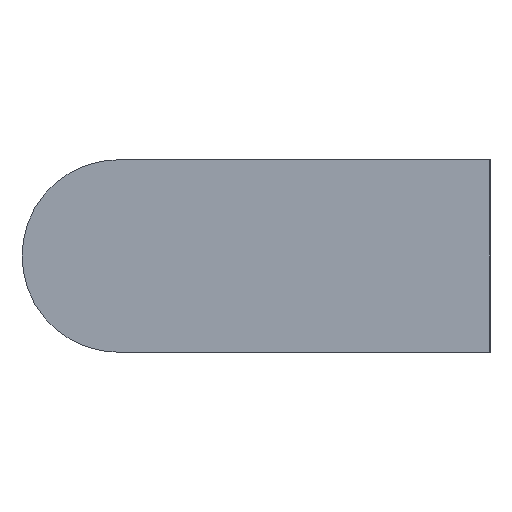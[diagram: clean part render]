
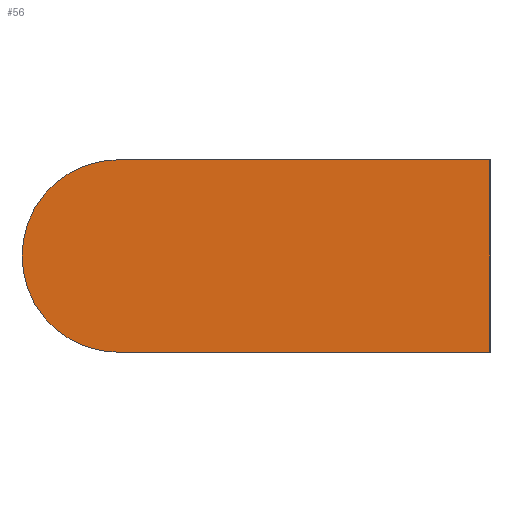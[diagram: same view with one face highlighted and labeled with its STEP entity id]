
A CAD part, left-side view. The second image highlights one B-rep face of the part: STEP entity #56.
In plain terms, the highlighted planar face has unit normal (-1, 0, 0).
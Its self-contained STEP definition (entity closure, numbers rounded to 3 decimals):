
#16 = VECTOR ( 'NONE', #598, 1000. ) ;
#20 = CARTESIAN_POINT ( 'NONE',  ( -124.5, 28., 7.25 ) ) ;
#33 = FACE_OUTER_BOUND ( 'NONE', #498, .T. ) ;
#56 = ADVANCED_FACE ( 'NONE', ( #33 ), #217, .T. ) ;
#93 = DIRECTION ( 'NONE',  ( 0., 0., -1. ) ) ;
#116 = EDGE_CURVE ( 'NONE', #535, #521, #813, .T. ) ;
#196 = EDGE_CURVE ( 'NONE', #451, #357, #821, .T. ) ;
#200 = LINE ( 'NONE', #20, #16 ) ;
#217 = PLANE ( 'NONE',  #420 ) ;
#229 = EDGE_CURVE ( 'NONE', #357, #535, #496, .T. ) ;
#236 = CARTESIAN_POINT ( 'NONE',  ( -124.5, 0., 7.25 ) ) ;
#269 = DIRECTION ( 'NONE',  ( 1., 0., 0. ) ) ;
#291 = DIRECTION ( 'NONE',  ( -1., 0., 0. ) ) ;
#303 = ORIENTED_EDGE ( 'NONE', *, *, #408, .F. ) ;
#343 = CARTESIAN_POINT ( 'NONE',  ( -124.5, 0., 7.25 ) ) ;
#357 = VERTEX_POINT ( 'NONE', #708 ) ;
#366 = ORIENTED_EDGE ( 'NONE', *, *, #196, .F. ) ;
#408 = EDGE_CURVE ( 'NONE', #521, #451, #200, .T. ) ;
#420 = AXIS2_PLACEMENT_3D ( 'NONE', #610, #291, #553 ) ;
#429 = CARTESIAN_POINT ( 'NONE',  ( -124.5, 0., -7.25 ) ) ;
#451 = VERTEX_POINT ( 'NONE', #343 ) ;
#467 = CARTESIAN_POINT ( 'NONE',  ( -124.5, 28., 7.25 ) ) ;
#487 = VECTOR ( 'NONE', #570, 1000. ) ;
#496 = LINE ( 'NONE', #429, #487 ) ;
#498 = EDGE_LOOP ( 'NONE', ( #680, #807, #366, #303 ) ) ;
#517 = AXIS2_PLACEMENT_3D ( 'NONE', #601, #269, #93 ) ;
#521 = VERTEX_POINT ( 'NONE', #467 ) ;
#531 = CARTESIAN_POINT ( 'NONE',  ( -124.5, 28., -7.25 ) ) ;
#535 = VERTEX_POINT ( 'NONE', #531 ) ;
#553 = DIRECTION ( 'NONE',  ( 0., 0., -1. ) ) ;
#570 = DIRECTION ( 'NONE',  ( 0., 1., 0. ) ) ;
#598 = DIRECTION ( 'NONE',  ( 0., -1., 0. ) ) ;
#601 = CARTESIAN_POINT ( 'NONE',  ( -124.5, 28., 0. ) ) ;
#610 = CARTESIAN_POINT ( 'NONE',  ( -124.5, 28., 0. ) ) ;
#680 = ORIENTED_EDGE ( 'NONE', *, *, #116, .F. ) ;
#685 = DIRECTION ( 'NONE',  ( 0., 0., -1. ) ) ;
#708 = CARTESIAN_POINT ( 'NONE',  ( -124.5, 0., -7.25 ) ) ;
#743 = VECTOR ( 'NONE', #685, 1000. ) ;
#807 = ORIENTED_EDGE ( 'NONE', *, *, #229, .F. ) ;
#813 = CIRCLE ( 'NONE', #517, 7.25 ) ;
#821 = LINE ( 'NONE', #236, #743 ) ;
